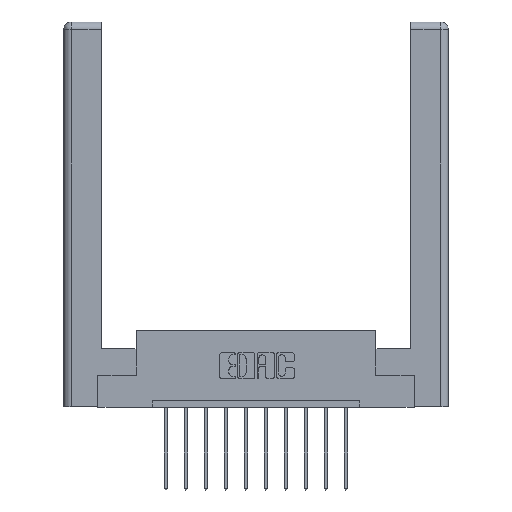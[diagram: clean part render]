
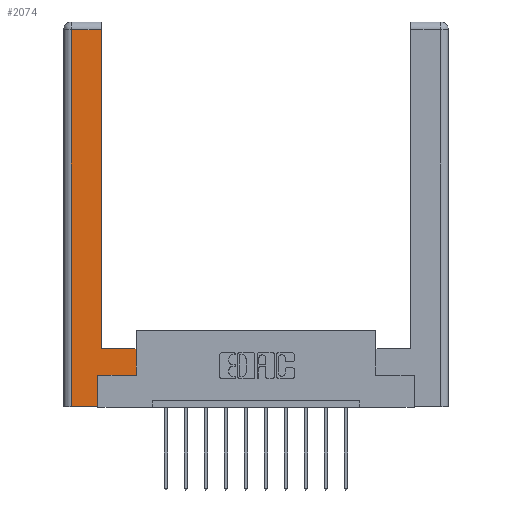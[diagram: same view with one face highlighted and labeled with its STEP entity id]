
A CAD part, top view. The second image highlights one B-rep face of the part: STEP entity #2074.
In plain terms, the highlighted planar face has unit normal (0, 0, 1).
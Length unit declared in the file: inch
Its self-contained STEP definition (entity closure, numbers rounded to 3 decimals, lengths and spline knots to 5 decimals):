
#33 = DIRECTION ( 'NONE',  ( 0., 1., 0. ) ) ;
#103 = EDGE_CURVE ( 'NONE', #12107, #5803, #5307, .T. ) ;
#703 = ORIENTED_EDGE ( 'NONE', *, *, #6028, .T. ) ;
#871 = DIRECTION ( 'NONE',  ( -1., 0., 0. ) ) ;
#1025 = VECTOR ( 'NONE', #12343, 39.37008 ) ;
#1183 = CARTESIAN_POINT ( 'NONE',  ( 0.295, 3., 0. ) ) ;
#1206 = LINE ( 'NONE', #1183, #5150 ) ;
#1307 = CARTESIAN_POINT ( 'NONE',  ( 0.0615, 2.94, 0. ) ) ;
#1523 = CARTESIAN_POINT ( 'NONE',  ( 0.295, 2.94, 0. ) ) ;
#1823 = CARTESIAN_POINT ( 'NONE',  ( 0.265, 0., 0. ) ) ;
#1909 = VECTOR ( 'NONE', #5571, 39.37008 ) ;
#2074 = ADVANCED_FACE ( 'NONE', ( #11959 ), #11351, .F. ) ;
#2125 = VECTOR ( 'NONE', #33, 39.37008 ) ;
#2549 = DIRECTION ( 'NONE',  ( 0., 0., -1. ) ) ;
#2614 = LINE ( 'NONE', #11964, #2125 ) ;
#2667 = AXIS2_PLACEMENT_3D ( 'NONE', #8052, #2549, #4869 ) ;
#3005 = CARTESIAN_POINT ( 'NONE',  ( 0.295, 0.45, 0. ) ) ;
#3213 = CARTESIAN_POINT ( 'NONE',  ( 0.565, 0.45, 0. ) ) ;
#3397 = CARTESIAN_POINT ( 'NONE',  ( 0.0615, 0., 0. ) ) ;
#3724 = LINE ( 'NONE', #13076, #8060 ) ;
#4825 = CARTESIAN_POINT ( 'NONE',  ( 0.0615, 0., 0. ) ) ;
#4869 = DIRECTION ( 'NONE',  ( -1., 0., 0. ) ) ;
#5150 = VECTOR ( 'NONE', #8772, 39.37008 ) ;
#5269 = VECTOR ( 'NONE', #5598, 39.37008 ) ;
#5307 = LINE ( 'NONE', #1823, #5660 ) ;
#5426 = EDGE_CURVE ( 'NONE', #12283, #8345, #8764, .T. ) ;
#5571 = DIRECTION ( 'NONE',  ( 0., 1., 0. ) ) ;
#5598 = DIRECTION ( 'NONE',  ( 0., -1., 0. ) ) ;
#5660 = VECTOR ( 'NONE', #8319, 39.37008 ) ;
#5695 = CARTESIAN_POINT ( 'NONE',  ( 0.565, 0.245, 0. ) ) ;
#5800 = ORIENTED_EDGE ( 'NONE', *, *, #5855, .T. ) ;
#5803 = VERTEX_POINT ( 'NONE', #5994 ) ;
#5855 = EDGE_CURVE ( 'NONE', #7290, #9397, #13745, .T. ) ;
#5994 = CARTESIAN_POINT ( 'NONE',  ( 0.265, 0., 0. ) ) ;
#6028 = EDGE_CURVE ( 'NONE', #6787, #13425, #3724, .T. ) ;
#6376 = ORIENTED_EDGE ( 'NONE', *, *, #7246, .T. ) ;
#6787 = VERTEX_POINT ( 'NONE', #1523 ) ;
#7144 = CARTESIAN_POINT ( 'NONE',  ( 0.265, 0.245, 0. ) ) ;
#7189 = EDGE_LOOP ( 'NONE', ( #13991, #703, #12498, #13501, #6376, #9135, #10787, #5800 ) ) ;
#7246 = EDGE_CURVE ( 'NONE', #5803, #12283, #2614, .T. ) ;
#7290 = VERTEX_POINT ( 'NONE', #3213 ) ;
#7510 = DIRECTION ( 'NONE',  ( -1., 0., 0. ) ) ;
#8052 = CARTESIAN_POINT ( 'NONE',  ( 0., 0., 0. ) ) ;
#8060 = VECTOR ( 'NONE', #7510, 39.37008 ) ;
#8319 = DIRECTION ( 'NONE',  ( 1., 0., 0. ) ) ;
#8345 = VERTEX_POINT ( 'NONE', #5695 ) ;
#8764 = LINE ( 'NONE', #10288, #1025 ) ;
#8772 = DIRECTION ( 'NONE',  ( 0., 1., 0. ) ) ;
#8791 = LINE ( 'NONE', #13349, #1909 ) ;
#9135 = ORIENTED_EDGE ( 'NONE', *, *, #5426, .T. ) ;
#9274 = VECTOR ( 'NONE', #871, 39.37008 ) ;
#9397 = VERTEX_POINT ( 'NONE', #3005 ) ;
#10288 = CARTESIAN_POINT ( 'NONE',  ( 0.565, 0.245, 0. ) ) ;
#10787 = ORIENTED_EDGE ( 'NONE', *, *, #11965, .T. ) ;
#11351 = PLANE ( 'NONE',  #2667 ) ;
#11959 = FACE_OUTER_BOUND ( 'NONE', #7189, .T. ) ;
#11964 = CARTESIAN_POINT ( 'NONE',  ( 0.265, 0.245, 0. ) ) ;
#11965 = EDGE_CURVE ( 'NONE', #8345, #7290, #8791, .T. ) ;
#12107 = VERTEX_POINT ( 'NONE', #4825 ) ;
#12283 = VERTEX_POINT ( 'NONE', #7144 ) ;
#12343 = DIRECTION ( 'NONE',  ( 1., 0., 0. ) ) ;
#12498 = ORIENTED_EDGE ( 'NONE', *, *, #14176, .T. ) ;
#12569 = EDGE_CURVE ( 'NONE', #9397, #6787, #1206, .T. ) ;
#12797 = CARTESIAN_POINT ( 'NONE',  ( 0.295, 0.45, 0. ) ) ;
#12827 = LINE ( 'NONE', #3397, #5269 ) ;
#13076 = CARTESIAN_POINT ( 'NONE',  ( 0.0615, 2.94, 0. ) ) ;
#13349 = CARTESIAN_POINT ( 'NONE',  ( 0.565, 0.45, 0. ) ) ;
#13425 = VERTEX_POINT ( 'NONE', #1307 ) ;
#13501 = ORIENTED_EDGE ( 'NONE', *, *, #103, .T. ) ;
#13745 = LINE ( 'NONE', #12797, #9274 ) ;
#13991 = ORIENTED_EDGE ( 'NONE', *, *, #12569, .T. ) ;
#14176 = EDGE_CURVE ( 'NONE', #13425, #12107, #12827, .T. ) ;
